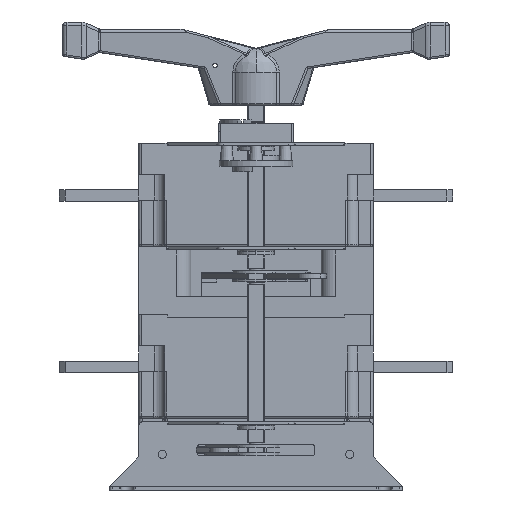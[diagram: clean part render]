
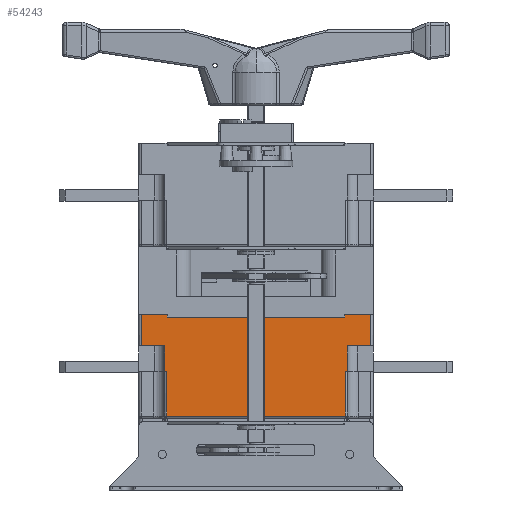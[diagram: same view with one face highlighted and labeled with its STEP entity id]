
A CAD part, left-side view. The second image highlights one B-rep face of the part: STEP entity #54243.
In plain terms, the highlighted planar face has unit normal (-1, 0, 0).
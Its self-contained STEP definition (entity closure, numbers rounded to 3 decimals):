
#51 = VECTOR ( 'NONE', #54337, 1000. ) ;
#606 = CARTESIAN_POINT ( 'NONE',  ( -189., 76.25, -231. ) ) ;
#2886 = DIRECTION ( 'NONE',  ( 0., -1., 0. ) ) ;
#3816 = CARTESIAN_POINT ( 'NONE',  ( -189., -76.25, -233. ) ) ;
#5285 = CARTESIAN_POINT ( 'NONE',  ( -189., 76., -144.5 ) ) ;
#6483 = AXIS2_PLACEMENT_3D ( 'NONE', #23660, #58245, #92799 ) ;
#8047 = VERTEX_POINT ( 'NONE', #606 ) ;
#8158 = ORIENTED_EDGE ( 'NONE', *, *, #83292, .T. ) ;
#9642 = VECTOR ( 'NONE', #70361, 1000. ) ;
#9891 = CARTESIAN_POINT ( 'NONE',  ( -189., -98., -171. ) ) ;
#12139 = CARTESIAN_POINT ( 'NONE',  ( -189., 100., -171. ) ) ;
#12217 = CARTESIAN_POINT ( 'NONE',  ( -189., 76.25, -193. ) ) ;
#12306 = VERTEX_POINT ( 'NONE', #5285 ) ;
#12324 = ORIENTED_EDGE ( 'NONE', *, *, #42626, .T. ) ;
#12533 = VERTEX_POINT ( 'NONE', #71524 ) ;
#15287 = CARTESIAN_POINT ( 'NONE',  ( -189., 78., -171. ) ) ;
#15336 = VECTOR ( 'NONE', #85097, 1000. ) ;
#15500 = VERTEX_POINT ( 'NONE', #107215 ) ;
#18656 = DIRECTION ( 'NONE',  ( 0., -1., 0. ) ) ;
#20719 = CARTESIAN_POINT ( 'NONE',  ( -189., -78., -171. ) ) ;
#20907 = EDGE_CURVE ( 'NONE', #97343, #70970, #52682, .T. ) ;
#22344 = VERTEX_POINT ( 'NONE', #58820 ) ;
#22506 = CARTESIAN_POINT ( 'NONE',  ( -189., -76., -144.5 ) ) ;
#23529 = LINE ( 'NONE', #74537, #98467 ) ;
#23660 = CARTESIAN_POINT ( 'NONE',  ( -189., 100., -233. ) ) ;
#26468 = VERTEX_POINT ( 'NONE', #63753 ) ;
#26616 = CARTESIAN_POINT ( 'NONE',  ( -189., -78., -193. ) ) ;
#30432 = CARTESIAN_POINT ( 'NONE',  ( -189., -98., -193. ) ) ;
#31300 = LINE ( 'NONE', #75477, #15336 ) ;
#32690 = VECTOR ( 'NONE', #99026, 1000. ) ;
#34491 = DIRECTION ( 'NONE',  ( 0., -1., 0. ) ) ;
#35803 = CARTESIAN_POINT ( 'NONE',  ( -189., 100., -193. ) ) ;
#36430 = EDGE_CURVE ( 'NONE', #73587, #82721, #39525, .T. ) ;
#36974 = CARTESIAN_POINT ( 'NONE',  ( -189., -76.25, -231. ) ) ;
#37387 = VECTOR ( 'NONE', #46756, 1000. ) ;
#39227 = LINE ( 'NONE', #82830, #57114 ) ;
#39525 = LINE ( 'NONE', #22506, #101754 ) ;
#39973 = EDGE_CURVE ( 'NONE', #82721, #43164, #23529, .T. ) ;
#40721 = EDGE_CURVE ( 'NONE', #8047, #46754, #105499, .T. ) ;
#42385 = EDGE_CURVE ( 'NONE', #95102, #12533, #42486, .T. ) ;
#42486 = LINE ( 'NONE', #52088, #51 ) ;
#42626 = EDGE_CURVE ( 'NONE', #46754, #26468, #81459, .T. ) ;
#42997 = LINE ( 'NONE', #112103, #111928 ) ;
#43164 = VERTEX_POINT ( 'NONE', #109633 ) ;
#43637 = EDGE_CURVE ( 'NONE', #78422, #26468, #97952, .T. ) ;
#46754 = VERTEX_POINT ( 'NONE', #36974 ) ;
#46756 = DIRECTION ( 'NONE',  ( 0., 1., 0. ) ) ;
#48155 = VERTEX_POINT ( 'NONE', #12217 ) ;
#48589 = DIRECTION ( 'NONE',  ( 0., 0., -1. ) ) ;
#50688 = EDGE_LOOP ( 'NONE', ( #8158, #88392, #12324, #67818, #105713, #70981, #78159, #51416, #97094, #65991, #109740, #82871, #87230, #90894, #96137, #102108 ) ) ;
#51416 = ORIENTED_EDGE ( 'NONE', *, *, #93819, .T. ) ;
#51804 = EDGE_CURVE ( 'NONE', #48155, #15500, #71483, .T. ) ;
#52088 = CARTESIAN_POINT ( 'NONE',  ( -189., 98., -193. ) ) ;
#52108 = CARTESIAN_POINT ( 'NONE',  ( -189., -100., -171. ) ) ;
#52524 = VECTOR ( 'NONE', #2886, 1000. ) ;
#52682 = LINE ( 'NONE', #52108, #76101 ) ;
#52845 = CARTESIAN_POINT ( 'NONE',  ( -189., -76., -144.5 ) ) ;
#54243 = ADVANCED_FACE ( 'NONE', ( #68390 ), #66725, .F. ) ;
#54337 = DIRECTION ( 'NONE',  ( 0., 0., -1. ) ) ;
#57114 = VECTOR ( 'NONE', #65859, 1000. ) ;
#58245 = DIRECTION ( 'NONE',  ( 1., 0., 0. ) ) ;
#58820 = CARTESIAN_POINT ( 'NONE',  ( -189., -98., -144.5 ) ) ;
#61154 = CARTESIAN_POINT ( 'NONE',  ( -189., 100., -193. ) ) ;
#61244 = CARTESIAN_POINT ( 'NONE',  ( -189., -78., -171. ) ) ;
#62836 = DIRECTION ( 'NONE',  ( 0., 1., 0. ) ) ;
#63753 = CARTESIAN_POINT ( 'NONE',  ( -189., -76.25, -193. ) ) ;
#64339 = VECTOR ( 'NONE', #85592, 1000. ) ;
#64377 = EDGE_CURVE ( 'NONE', #70970, #22344, #81445, .T. ) ;
#65256 = EDGE_CURVE ( 'NONE', #92788, #12533, #89809, .T. ) ;
#65859 = DIRECTION ( 'NONE',  ( 0., 1., 0. ) ) ;
#65991 = ORIENTED_EDGE ( 'NONE', *, *, #39973, .T. ) ;
#66725 = PLANE ( 'NONE',  #6483 ) ;
#67488 = CARTESIAN_POINT ( 'NONE',  ( -189., 76.25, -233. ) ) ;
#67818 = ORIENTED_EDGE ( 'NONE', *, *, #43637, .F. ) ;
#68036 = LINE ( 'NONE', #67488, #64339 ) ;
#68390 = FACE_OUTER_BOUND ( 'NONE', #50688, .T. ) ;
#70361 = DIRECTION ( 'NONE',  ( 0., 1., 0. ) ) ;
#70970 = VERTEX_POINT ( 'NONE', #9891 ) ;
#70981 = ORIENTED_EDGE ( 'NONE', *, *, #20907, .T. ) ;
#71483 = LINE ( 'NONE', #35803, #9642 ) ;
#71524 = CARTESIAN_POINT ( 'NONE',  ( -189., 98., -171. ) ) ;
#73587 = VERTEX_POINT ( 'NONE', #52845 ) ;
#74064 = DIRECTION ( 'NONE',  ( 0., 0., 1. ) ) ;
#74537 = CARTESIAN_POINT ( 'NONE',  ( -189., 100., -146.5 ) ) ;
#74798 = LINE ( 'NONE', #15287, #88742 ) ;
#75477 = CARTESIAN_POINT ( 'NONE',  ( -189., 76., -144.5 ) ) ;
#76044 = EDGE_CURVE ( 'NONE', #92788, #15500, #74798, .T. ) ;
#76101 = VECTOR ( 'NONE', #18656, 1000. ) ;
#78159 = ORIENTED_EDGE ( 'NONE', *, *, #64377, .T. ) ;
#78422 = VERTEX_POINT ( 'NONE', #26616 ) ;
#81445 = LINE ( 'NONE', #30432, #95123 ) ;
#81459 = LINE ( 'NONE', #3816, #32690 ) ;
#82721 = VERTEX_POINT ( 'NONE', #99366 ) ;
#82830 = CARTESIAN_POINT ( 'NONE',  ( -189., -100., -144.5 ) ) ;
#82871 = ORIENTED_EDGE ( 'NONE', *, *, #98638, .F. ) ;
#83292 = EDGE_CURVE ( 'NONE', #48155, #8047, #68036, .T. ) ;
#84046 = EDGE_CURVE ( 'NONE', #12306, #43164, #31300, .T. ) ;
#84411 = DIRECTION ( 'NONE',  ( 0., 0., -1. ) ) ;
#85097 = DIRECTION ( 'NONE',  ( 0., 0., -1. ) ) ;
#85592 = DIRECTION ( 'NONE',  ( 0., 0., -1. ) ) ;
#86274 = EDGE_CURVE ( 'NONE', #97343, #78422, #89324, .T. ) ;
#87128 = VECTOR ( 'NONE', #62836, 1000. ) ;
#87230 = ORIENTED_EDGE ( 'NONE', *, *, #42385, .T. ) ;
#88129 = VECTOR ( 'NONE', #89861, 1000. ) ;
#88392 = ORIENTED_EDGE ( 'NONE', *, *, #40721, .T. ) ;
#88424 = CARTESIAN_POINT ( 'NONE',  ( -189., 78., -171. ) ) ;
#88742 = VECTOR ( 'NONE', #84411, 1000. ) ;
#89324 = LINE ( 'NONE', #20719, #88129 ) ;
#89809 = LINE ( 'NONE', #12139, #37387 ) ;
#89861 = DIRECTION ( 'NONE',  ( 0., 0., -1. ) ) ;
#90894 = ORIENTED_EDGE ( 'NONE', *, *, #65256, .F. ) ;
#92788 = VERTEX_POINT ( 'NONE', #88424 ) ;
#92799 = DIRECTION ( 'NONE',  ( 0., 1., 0. ) ) ;
#93819 = EDGE_CURVE ( 'NONE', #22344, #73587, #39227, .T. ) ;
#95102 = VERTEX_POINT ( 'NONE', #101214 ) ;
#95123 = VECTOR ( 'NONE', #74064, 1000. ) ;
#96137 = ORIENTED_EDGE ( 'NONE', *, *, #76044, .T. ) ;
#97094 = ORIENTED_EDGE ( 'NONE', *, *, #36430, .T. ) ;
#97343 = VERTEX_POINT ( 'NONE', #61244 ) ;
#97952 = LINE ( 'NONE', #61154, #87128 ) ;
#98467 = VECTOR ( 'NONE', #109100, 1000. ) ;
#98638 = EDGE_CURVE ( 'NONE', #95102, #12306, #42997, .T. ) ;
#99026 = DIRECTION ( 'NONE',  ( 0., 0., 1. ) ) ;
#99366 = CARTESIAN_POINT ( 'NONE',  ( -189., -76., -146.5 ) ) ;
#101214 = CARTESIAN_POINT ( 'NONE',  ( -189., 98., -144.5 ) ) ;
#101754 = VECTOR ( 'NONE', #48589, 1000. ) ;
#102108 = ORIENTED_EDGE ( 'NONE', *, *, #51804, .F. ) ;
#105499 = LINE ( 'NONE', #106589, #52524 ) ;
#105713 = ORIENTED_EDGE ( 'NONE', *, *, #86274, .F. ) ;
#106589 = CARTESIAN_POINT ( 'NONE',  ( -189., -76.25, -231. ) ) ;
#107215 = CARTESIAN_POINT ( 'NONE',  ( -189., 78., -193. ) ) ;
#109100 = DIRECTION ( 'NONE',  ( 0., 1., 0. ) ) ;
#109633 = CARTESIAN_POINT ( 'NONE',  ( -189., 76., -146.5 ) ) ;
#109740 = ORIENTED_EDGE ( 'NONE', *, *, #84046, .F. ) ;
#111928 = VECTOR ( 'NONE', #34491, 1000. ) ;
#112103 = CARTESIAN_POINT ( 'NONE',  ( -189., 100., -144.5 ) ) ;
